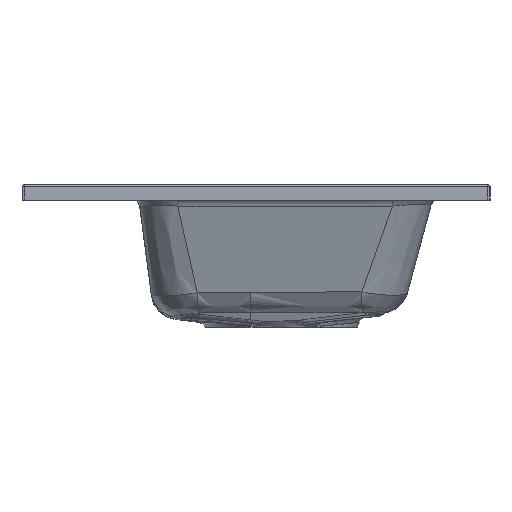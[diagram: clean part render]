
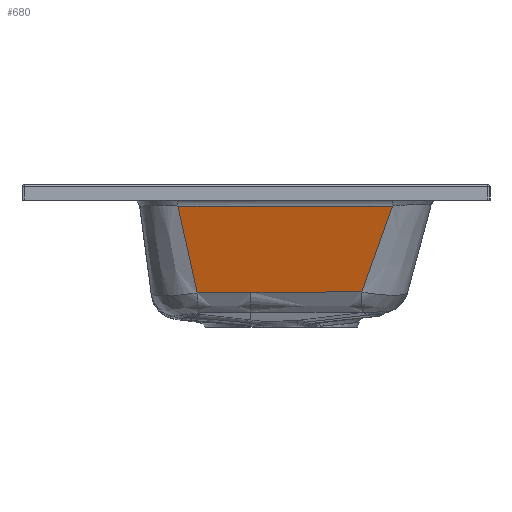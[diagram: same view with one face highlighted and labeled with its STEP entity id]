
A CAD part, left-side view. The second image highlights one B-rep face of the part: STEP entity #680.
In plain terms, the highlighted planar face has unit normal (-0.966, 0, -0.259).
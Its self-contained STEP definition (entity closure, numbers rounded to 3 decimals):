
#680=ADVANCED_FACE('',(#1148),#7095,.T.);
#1148=FACE_OUTER_BOUND('',#1633,.T.);
#1633=EDGE_LOOP('',(#3330,#3331,#3332,#3333,#3334));
#3330=ORIENTED_EDGE('',*,*,#4772,.T.);
#3331=ORIENTED_EDGE('',*,*,#4689,.F.);
#3332=ORIENTED_EDGE('',*,*,#4773,.T.);
#3333=ORIENTED_EDGE('',*,*,#4776,.T.);
#3334=ORIENTED_EDGE('',*,*,#4775,.T.);
#4689=EDGE_CURVE('',#6707,#6708,#5999,.T.);
#4772=EDGE_CURVE('',#6805,#6708,#6064,.T.);
#4773=EDGE_CURVE('',#6707,#6806,#6065,.T.);
#4775=EDGE_CURVE('',#6807,#6805,#6067,.T.);
#4776=EDGE_CURVE('',#6806,#6807,#6068,.T.);
#5999=B_SPLINE_CURVE_WITH_KNOTS('',1,(#109025,#109026),.UNSPECIFIED.,.F.,
 .F.,(2,2),(-210.739,0.),.UNSPECIFIED.);
#6064=B_SPLINE_CURVE_WITH_KNOTS('',3,(#109600,#109601,#109602,#109603),
 .UNSPECIFIED.,.F.,.F.,(4,4),(0.,92.418),.UNSPECIFIED.);
#6065=B_SPLINE_CURVE_WITH_KNOTS('',3,(#109604,#109605,#109606,#109607),
 .UNSPECIFIED.,.F.,.F.,(4,4),(0.,90.39),.UNSPECIFIED.);
#6067=B_SPLINE_CURVE_WITH_KNOTS('',3,(#109612,#109613,#109614,#109615,#109616,
#109617,#109618,#109619),.UNSPECIFIED.,.F.,.F.,(4,2,2,4),(-109.043,
-54.521,-27.261,0.),.UNSPECIFIED.);
#6068=B_SPLINE_CURVE_WITH_KNOTS('',3,(#109620,#109621,#109622,#109623,#109624,
#109625,#109626,#109627),.UNSPECIFIED.,.F.,.F.,(4,2,2,4),(-52.819,
-39.615,-26.41,0.),.UNSPECIFIED.);
#6707=VERTEX_POINT('',#108410);
#6708=VERTEX_POINT('',#108411);
#6805=VERTEX_POINT('',#108508);
#6806=VERTEX_POINT('',#108509);
#6807=VERTEX_POINT('',#108510);
#7095=PLANE('',#7307);
#7307=AXIS2_PLACEMENT_3D('',#84347,#7452,$);
#7452=DIRECTION('',(-0.966,0.,-0.259));
#84347=CARTESIAN_POINT('',(-1360.632,-1000.176,231.225));
#108410=CARTESIAN_POINT('',(-1386.179,-767.163,326.565));
#108411=CARTESIAN_POINT('',(-1386.179,-977.902,326.565));
#108508=CARTESIAN_POINT('',(-1363.554,-947.906,242.129));
#108509=CARTESIAN_POINT('',(-1363.3,-786.054,241.183));
#108510=CARTESIAN_POINT('',(-1363.509,-838.863,241.96));
#109025=CARTESIAN_POINT('',(-1386.179,-767.163,326.565));
#109026=CARTESIAN_POINT('',(-1386.179,-977.902,326.565));
#109600=CARTESIAN_POINT('',(-1363.554,-947.906,242.129));
#109601=CARTESIAN_POINT('',(-1371.096,-957.904,270.275));
#109602=CARTESIAN_POINT('',(-1378.637,-967.903,298.42));
#109603=CARTESIAN_POINT('',(-1386.179,-977.902,326.565));
#109604=CARTESIAN_POINT('',(-1386.179,-767.163,326.565));
#109605=CARTESIAN_POINT('',(-1378.553,-773.46,298.105));
#109606=CARTESIAN_POINT('',(-1370.927,-779.757,269.644));
#109607=CARTESIAN_POINT('',(-1363.3,-786.054,241.183));
#109612=CARTESIAN_POINT('',(-1363.509,-838.863,241.96));
#109613=CARTESIAN_POINT('',(-1363.509,-857.038,241.961));
#109614=CARTESIAN_POINT('',(-1363.513,-875.212,241.975));
#109615=CARTESIAN_POINT('',(-1363.523,-902.473,242.014));
#109616=CARTESIAN_POINT('',(-1363.527,-911.559,242.03));
#109617=CARTESIAN_POINT('',(-1363.537,-929.733,242.064));
#109618=CARTESIAN_POINT('',(-1363.535,-938.82,242.059));
#109619=CARTESIAN_POINT('',(-1363.554,-947.906,242.129));
#109620=CARTESIAN_POINT('',(-1363.3,-786.054,241.183));
#109621=CARTESIAN_POINT('',(-1363.36,-790.453,241.405));
#109622=CARTESIAN_POINT('',(-1363.383,-794.854,241.492));
#109623=CARTESIAN_POINT('',(-1363.425,-803.655,241.648));
#109624=CARTESIAN_POINT('',(-1363.441,-808.056,241.706));
#109625=CARTESIAN_POINT('',(-1363.483,-821.258,241.864));
#109626=CARTESIAN_POINT('',(-1363.509,-830.06,241.96));
#109627=CARTESIAN_POINT('',(-1363.509,-838.863,241.96));
